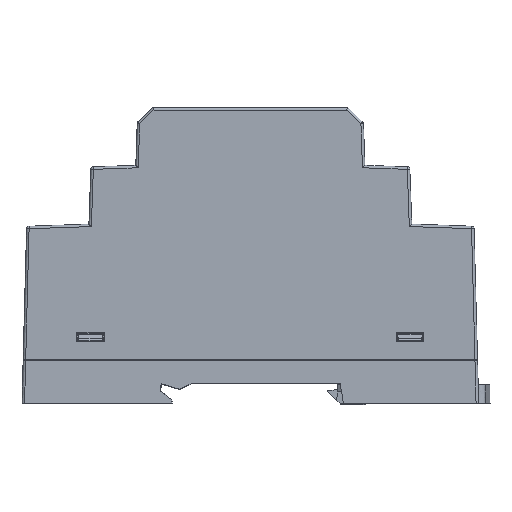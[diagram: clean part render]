
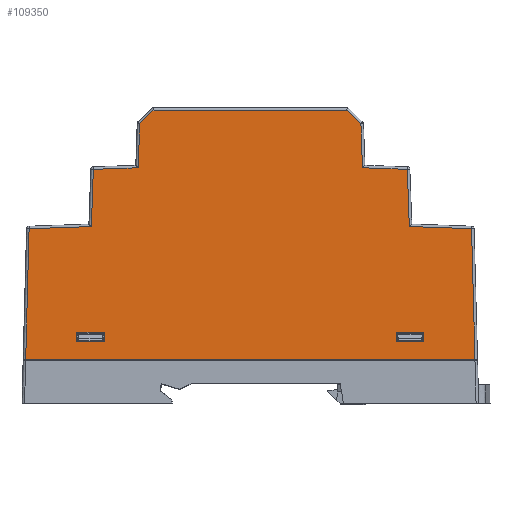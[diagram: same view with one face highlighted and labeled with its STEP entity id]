
A CAD part, left-side view. The second image highlights one B-rep face of the part: STEP entity #109350.
In plain terms, the highlighted face is planar.
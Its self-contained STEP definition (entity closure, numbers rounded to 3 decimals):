
#78510=CARTESIAN_POINT('',(-17.273,-106.969,
1.25));
#78520=VERTEX_POINT('',#78510);
#78550=CARTESIAN_POINT('',(-17.273,-106.969,
1.25));
#78560=DIRECTION('',(0.,1.,0.));
#78570=VECTOR('',#78560,1.);
#78580=LINE('',#78550,#78570);
#78590=CARTESIAN_POINT('',(-17.273,-18.41,
1.25));
#78600=VERTEX_POINT('',#78590);
#78610=EDGE_CURVE('',#78520,#78600,#78580,.T.);
#104700=CARTESIAN_POINT('',(-17.048,-106.301,
-24.452));
#104710=VERTEX_POINT('',#104700);
#105300=CARTESIAN_POINT('',(-17.045,-94.029,
-24.88));
#105310=VERTEX_POINT('',#105300);
#105340=CARTESIAN_POINT('',(-17.045,-94.029,
-24.88));
#105350=DIRECTION('',(0.,-0.999,
0.035));
#105360=VECTOR('',#105350,1.);
#105370=LINE('',#105340,#105360);
#105380=EDGE_CURVE('',#105310,#104710,#105370,.T.);
#105640=CARTESIAN_POINT('',(-16.946,-93.635,
-36.159));
#105650=VERTEX_POINT('',#105640);
#105680=CARTESIAN_POINT('',(-16.946,-93.635,
-36.159));
#105690=DIRECTION('',(-0.009,-0.035,
0.999));
#105700=VECTOR('',#105690,1.);
#105710=LINE('',#105680,#105700);
#105720=EDGE_CURVE('',#105650,#105310,#105710,.T.);
#106240=CARTESIAN_POINT('',(-16.944,-84.79,
-36.468));
#106250=VERTEX_POINT('',#106240);
#106280=CARTESIAN_POINT('',(-16.944,-84.79,
-36.468));
#106290=DIRECTION('',(0.,-0.999,
0.035));
#106300=VECTOR('',#106290,1.);
#106310=LINE('',#106280,#106300);
#106320=EDGE_CURVE('',#106250,#105650,#106310,.T.);
#106600=CARTESIAN_POINT('',(-16.868,-84.487,
-45.137));
#106610=VERTEX_POINT('',#106600);
#106640=CARTESIAN_POINT('',(-16.868,-84.487,
-45.137));
#106650=DIRECTION('',(-0.009,-0.035,
0.999));
#106660=VECTOR('',#106650,1.);
#106670=LINE('',#106640,#106660);
#106680=EDGE_CURVE('',#106610,#106250,#106670,.T.);
#107190=CARTESIAN_POINT('',(-16.844,-81.673,
-47.854));
#107200=VERTEX_POINT('',#107190);
#107230=CARTESIAN_POINT('',(-16.844,-81.673,
-47.854));
#107240=DIRECTION('',(-0.006,-0.719,
0.695));
#107250=VECTOR('',#107240,1.);
#107260=LINE('',#107230,#107250);
#107270=EDGE_CURVE('',#107200,#106610,#107260,.T.);
#107540=CARTESIAN_POINT('',(-16.844,-43.706,
-47.854));
#107550=VERTEX_POINT('',#107540);
#107580=CARTESIAN_POINT('',(-16.844,-81.673,
-47.854));
#107590=DIRECTION('',(0.,1.,0.));
#107600=VECTOR('',#107590,1.);
#107610=LINE('',#107580,#107600);
#107620=EDGE_CURVE('',#107200,#107550,#107610,.T.);
#107880=CARTESIAN_POINT('',(-16.868,-40.892,
-45.137));
#107890=VERTEX_POINT('',#107880);
#107920=CARTESIAN_POINT('',(-16.868,-40.892,
-45.137));
#107930=DIRECTION('',(0.006,-0.719,
-0.695));
#107940=VECTOR('',#107930,1.);
#107950=LINE('',#107920,#107940);
#107960=EDGE_CURVE('',#107890,#107550,#107950,.T.);
#108080=CARTESIAN_POINT('',(-16.836,-16.638,
-48.836));
#108090=DIRECTION('',(-1.,0.,-0.009));
#108100=DIRECTION('',(0.,1.,0.));
#108110=AXIS2_PLACEMENT_3D('',#108080,#108090,#108100);
#108120=PLANE('',#108110);
#108130=CARTESIAN_POINT('',(-17.049,-106.296,
-24.452));
#108140=DIRECTION('',(-0.009,-0.026,
1.));
#108150=VECTOR('',#108140,1.);
#108160=LINE('',#108130,#108150);
#108170=EDGE_CURVE('',#104710,#78520,#108160,.T.);
#108180=ORIENTED_EDGE('',*,*,#108170,.T.);
#108190=ORIENTED_EDGE('',*,*,#105380,.T.);
#108200=ORIENTED_EDGE('',*,*,#105720,.T.);
#108210=ORIENTED_EDGE('',*,*,#106320,.T.);
#108220=ORIENTED_EDGE('',*,*,#106680,.T.);
#108230=ORIENTED_EDGE('',*,*,#107270,.T.);
#108240=ORIENTED_EDGE('',*,*,#107620,.F.);
#108250=ORIENTED_EDGE('',*,*,#107960,.T.);
#108260=CARTESIAN_POINT('',(-16.944,-40.589,
-36.468));
#108270=DIRECTION('',(0.009,-0.035,
-0.999));
#108280=VECTOR('',#108270,1.);
#108290=LINE('',#108260,#108280);
#108300=CARTESIAN_POINT('',(-16.944,-40.589,
-36.468));
#108310=VERTEX_POINT('',#108300);
#108320=EDGE_CURVE('',#108310,#107890,#108290,.T.);
#108330=ORIENTED_EDGE('',*,*,#108320,.T.);
#108340=CARTESIAN_POINT('',(-16.946,-31.744,
-36.159));
#108350=DIRECTION('',(0.,-0.999,
-0.035));
#108360=VECTOR('',#108350,1.);
#108370=LINE('',#108340,#108360);
#108380=CARTESIAN_POINT('',(-16.946,-31.744,
-36.159));
#108390=VERTEX_POINT('',#108380);
#108400=EDGE_CURVE('',#108390,#108310,#108370,.T.);
#108410=ORIENTED_EDGE('',*,*,#108400,.T.);
#108420=CARTESIAN_POINT('',(-17.045,-31.35,
-24.885));
#108430=DIRECTION('',(0.009,-0.035,
-0.999));
#108440=VECTOR('',#108430,1.);
#108450=LINE('',#108420,#108440);
#108460=CARTESIAN_POINT('',(-17.045,-31.35,
-24.885));
#108470=VERTEX_POINT('',#108460);
#108480=EDGE_CURVE('',#108470,#108390,#108450,.T.);
#108490=ORIENTED_EDGE('',*,*,#108480,.T.);
#108500=CARTESIAN_POINT('',(-17.049,-19.083,
-24.457));
#108510=DIRECTION('',(0.,-0.999,
-0.035));
#108520=VECTOR('',#108510,1.);
#108530=LINE('',#108500,#108520);
#108540=CARTESIAN_POINT('',(-17.048,-19.083,
-24.457));
#108550=VERTEX_POINT('',#108540);
#108560=EDGE_CURVE('',#108550,#108470,#108530,.T.);
#108570=ORIENTED_EDGE('',*,*,#108560,.T.);
#108580=CARTESIAN_POINT('',(-17.273,-18.41,
1.25));
#108590=DIRECTION('',(0.009,-0.026,
-1.));
#108600=VECTOR('',#108590,1.);
#108610=LINE('',#108580,#108600);
#108620=EDGE_CURVE('',#78600,#108550,#108610,.T.);
#108630=ORIENTED_EDGE('',*,*,#108620,.T.);
#108640=ORIENTED_EDGE('',*,*,#78610,.T.);
#108650=EDGE_LOOP('',(#108640,#108630,#108570,#108490,#108410,#108330,
#108250,#108240,#108230,#108220,#108210,#108200,#108190,#108180));
#108660=FACE_OUTER_BOUND('',#108650,.T.);
#108670=CARTESIAN_POINT('',(-17.227,-91.506,
-4.038));
#108680=DIRECTION('',(-0.009,0.,1.));
#108690=VECTOR('',#108680,1.);
#108700=LINE('',#108670,#108690);
#108710=CARTESIAN_POINT('',(-17.227,-91.506,
-4.038));
#108720=VERTEX_POINT('',#108710);
#108730=CARTESIAN_POINT('',(-17.243,-91.505,
-2.21));
#108740=VERTEX_POINT('',#108730);
#108750=EDGE_CURVE('',#108720,#108740,#108700,.T.);
#108760=ORIENTED_EDGE('',*,*,#108750,.T.);
#108770=CARTESIAN_POINT('',(-17.227,-96.873,
-4.038));
#108780=DIRECTION('',(0.,1.,0.));
#108790=VECTOR('',#108780,1.);
#108800=LINE('',#108770,#108790);
#108810=CARTESIAN_POINT('',(-17.227,-96.873,
-4.038));
#108820=VERTEX_POINT('',#108810);
#108830=EDGE_CURVE('',#108820,#108720,#108800,.T.);
#108840=ORIENTED_EDGE('',*,*,#108830,.T.);
#108850=CARTESIAN_POINT('',(-17.243,-96.873,
-2.21));
#108860=DIRECTION('',(0.009,0.,-1.));
#108870=VECTOR('',#108860,1.);
#108880=LINE('',#108850,#108870);
#108890=CARTESIAN_POINT('',(-17.243,-96.874,
-2.21));
#108900=VERTEX_POINT('',#108890);
#108910=EDGE_CURVE('',#108900,#108820,#108880,.T.);
#108920=ORIENTED_EDGE('',*,*,#108910,.T.);
#108930=CARTESIAN_POINT('',(-17.243,-91.506,
-2.21));
#108940=DIRECTION('',(0.,-1.,0.));
#108950=VECTOR('',#108940,1.);
#108960=LINE('',#108930,#108950);
#108970=EDGE_CURVE('',#108740,#108900,#108960,.T.);
#108980=ORIENTED_EDGE('',*,*,#108970,.T.);
#108990=EDGE_LOOP('',(#108980,#108920,#108840,#108760));
#109000=FACE_BOUND('',#108990,.T.);
#109010=CARTESIAN_POINT('',(-17.243,-33.898,
-2.21));
#109020=DIRECTION('',(0.009,0.,-1.));
#109030=VECTOR('',#109020,1.);
#109040=LINE('',#109010,#109030);
#109050=CARTESIAN_POINT('',(-17.243,-33.898,
-2.21));
#109060=VERTEX_POINT('',#109050);
#109070=CARTESIAN_POINT('',(-17.227,-33.898,
-4.038));
#109080=VERTEX_POINT('',#109070);
#109090=EDGE_CURVE('',#109060,#109080,#109040,.T.);
#109100=ORIENTED_EDGE('',*,*,#109090,.T.);
#109110=CARTESIAN_POINT('',(-17.243,-28.531,
-2.21));
#109120=DIRECTION('',(0.,-1.,0.));
#109130=VECTOR('',#109120,1.);
#109140=LINE('',#109110,#109130);
#109150=CARTESIAN_POINT('',(-17.243,-28.53,
-2.21));
#109160=VERTEX_POINT('',#109150);
#109170=EDGE_CURVE('',#109160,#109060,#109140,.T.);
#109180=ORIENTED_EDGE('',*,*,#109170,.T.);
#109190=CARTESIAN_POINT('',(-17.227,-28.531,
-4.038));
#109200=DIRECTION('',(-0.009,0.,1.));
#109210=VECTOR('',#109200,1.);
#109220=LINE('',#109190,#109210);
#109230=CARTESIAN_POINT('',(-17.227,-28.531,
-4.038));
#109240=VERTEX_POINT('',#109230);
#109250=EDGE_CURVE('',#109240,#109160,#109220,.T.);
#109260=ORIENTED_EDGE('',*,*,#109250,.T.);
#109270=CARTESIAN_POINT('',(-17.227,-33.898,
-4.038));
#109280=DIRECTION('',(0.,1.,0.));
#109290=VECTOR('',#109280,1.);
#109300=LINE('',#109270,#109290);
#109310=EDGE_CURVE('',#109080,#109240,#109300,.T.);
#109320=ORIENTED_EDGE('',*,*,#109310,.T.);
#109330=EDGE_LOOP('',(#109320,#109260,#109180,#109100));
#109340=FACE_BOUND('',#109330,.T.);
#109350=ADVANCED_FACE('',(#108660,#109000,#109340),#108120,.T.);
